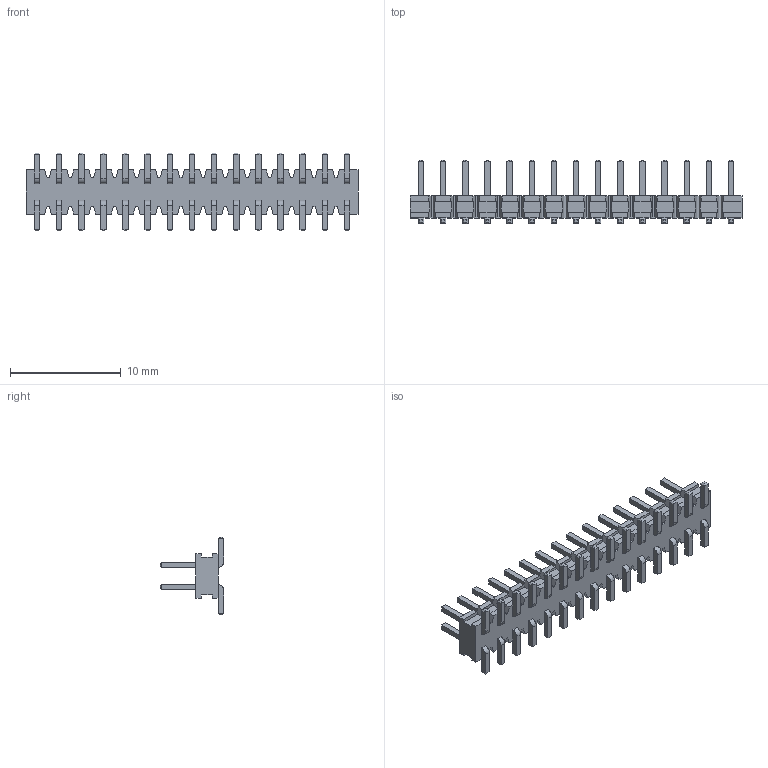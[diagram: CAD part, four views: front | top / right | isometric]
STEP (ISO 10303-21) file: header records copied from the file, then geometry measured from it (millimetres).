
FILE_DESCRIPTION (( 'STEP AP214' ), '1' );
FILE_NAME ('Samtec-TMMH-115-01-F-DV.step', '2015-05-10T10:38:36', ( 'Windows User' ), ( '' ), 'SwSTEP 2.0', 'SolidWorks 2015', '' );
FILE_SCHEMA (( 'AUTOMOTIVE_DESIGN' ));
Length unit declared in the file: inch
Products named in the file (1): Samtec-TMMH-115-01-F-DV
Bounding box: 29.98 x 5.71 x 7.04 mm (x, y, z)
Volume: 255.2 mm3; surface area: 745.5 mm2
Topology: 1 solids, 1 shells, 808 faces, 2028 edges, 1252 vertices
Faces by surface type: plane 778, cylinder 30
Entity records: 26426 total; most frequent: CARTESIAN_POINT 4089, ORIENTED_EDGE 4056, DIRECTION 3706, EDGE_CURVE 2028, LINE 1968, VECTOR 1968, VERTEX_POINT 1252, AXIS2_PLACEMENT_3D 869
